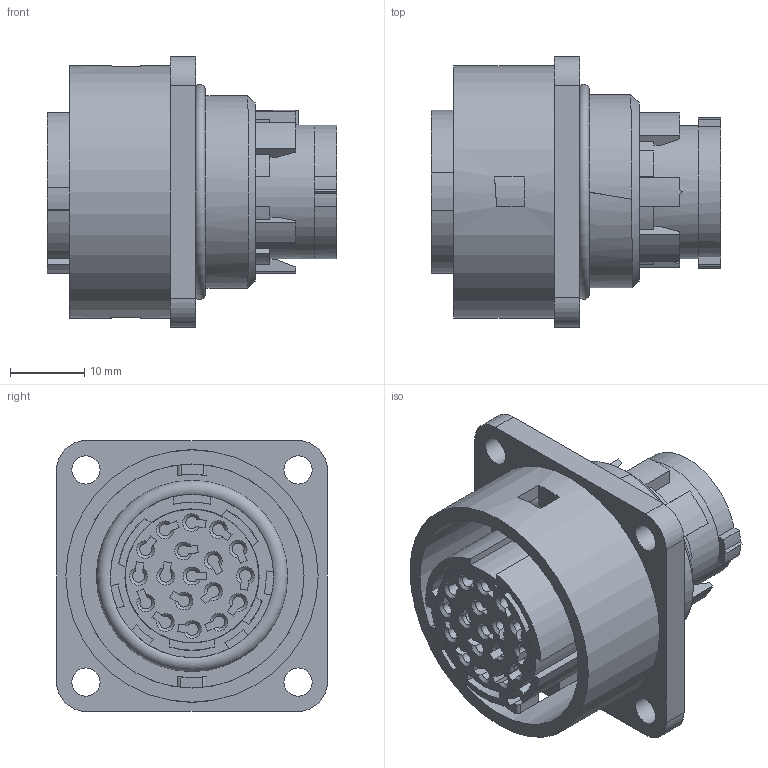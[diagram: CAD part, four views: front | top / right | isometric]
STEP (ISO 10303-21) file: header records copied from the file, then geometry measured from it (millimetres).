
FILE_DESCRIPTION(/* description */ (''),/* implementation_level */ '2;1');
FILE_NAME(/* name */ 'c016 10g017 000 1nxc001-01.stp',/* time_stamp */ '2020-11-30T13:53:45+01:00',/* author */ (''),/* organization */ (''),/* preprocessor_version */ 'ST-DEVELOPER v16.7',/* originating_system */ 'SIEMENS PLM Software NX 12.0',/* authorisation */ '');
FILE_SCHEMA (('AUTOMOTIVE_DESIGN { 1 0 10303 214 3 1 1 1 }'));
Length unit declared in the file: millimetre
Products named in the file (1): c016 10g017 000 1nxc001-01
Bounding box: 39 x 36.5 x 36.5 mm (x, y, z)
Volume: 20192.3 mm3; surface area: 11003.6 mm2
Topology: 1 solids, 2 shells, 407 faces, 1100 edges, 731 vertices
Faces by surface type: plane 277, cylinder 94, cone 23, extrusion 10, torus 3
Full cylindrical faces by diameter (mm): 3.8 x4, 18 x1, 22 x2, 26 x1, 30 x1, 30.2 x1, 34 x1
Entity records: 12948 total; most frequent: CARTESIAN_POINT 2680, ORIENTED_EDGE 2148, DIRECTION 2064, EDGE_CURVE 1074, VECTOR 738, LINE 728, VERTEX_POINT 722, AXIS2_PLACEMENT_3D 663
